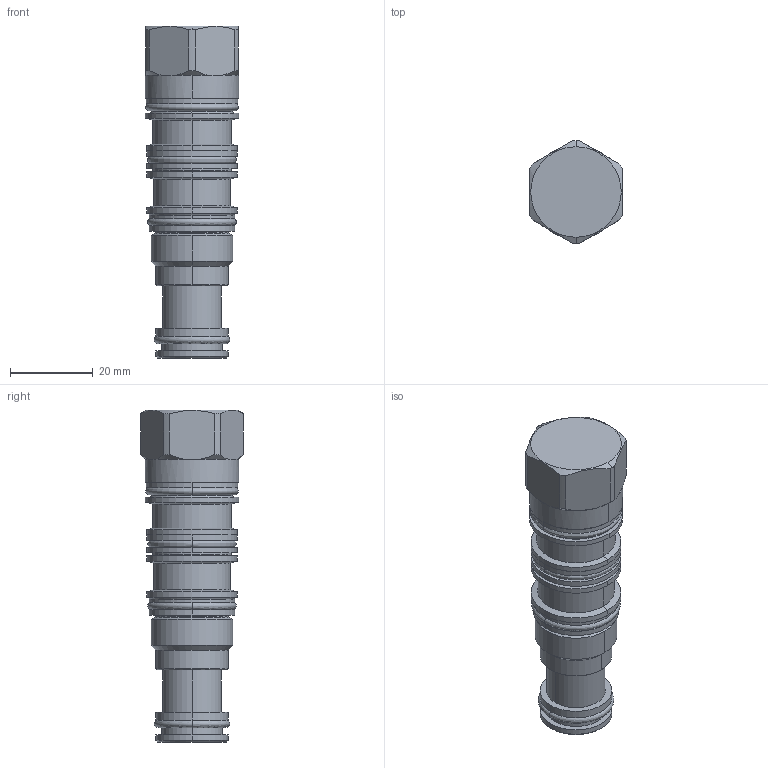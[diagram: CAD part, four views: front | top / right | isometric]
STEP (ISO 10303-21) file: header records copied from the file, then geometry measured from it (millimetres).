
FILE_DESCRIPTION((''),'2;1');
FILE_NAME('DRBNX-FN_PRT','2009-03-02T',('Administrator'),(''),'PRO/ENGINEER BY PARAMETRIC TECHNOLOGY CORPORATION, 2006240','PRO/ENGINEER BY PARAMETRIC TECHNOLOGY CORPORATION, 2006240','');
FILE_SCHEMA(('CONFIG_CONTROL_DESIGN'));
Length unit declared in the file: inch
Products named in the file (1): DRBNX-FN_PRT
Bounding box: 22.53 x 24.84 x 80.12 mm (x, y, z)
Volume: 23722.1 mm3; surface area: 9293.3 mm2
Topology: 4 solids, 4 shells, 211 faces, 450 edges, 270 vertices
Faces by surface type: cylinder 84, plane 43, torus 42, cone 30, revolution 12
Entity records: 6434 total; most frequent: CARTESIAN_POINT 1659, DIRECTION 1114, ORIENTED_EDGE 900, AXIS2_PLACEMENT_3D 491, EDGE_CURVE 450, CIRCLE 292, VERTEX_POINT 270, EDGE_LOOP 240
